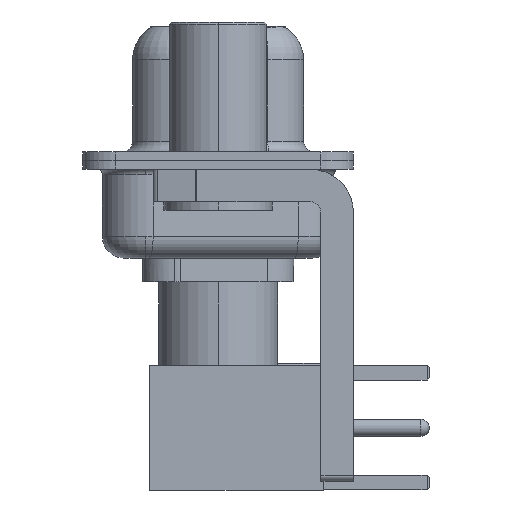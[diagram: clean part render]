
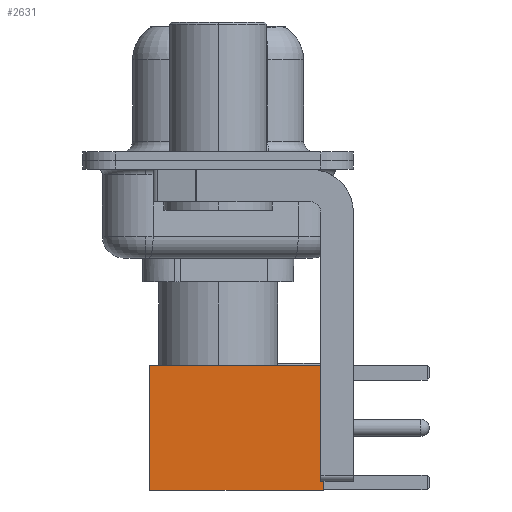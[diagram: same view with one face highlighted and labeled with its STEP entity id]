
A CAD part, left-side view. The second image highlights one B-rep face of the part: STEP entity #2631.
In plain terms, the highlighted face is planar.
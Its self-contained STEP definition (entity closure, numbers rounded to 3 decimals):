
#20 = VERTEX_POINT ( 'NONE', #24708 ) ;
#851 = LINE ( 'NONE', #12862, #15473 ) ;
#1183 = ORIENTED_EDGE ( 'NONE', *, *, #8016, .T. ) ;
#2631 = ADVANCED_FACE ( 'NONE', ( #12710 ), #20374, .T. ) ;
#5127 = AXIS2_PLACEMENT_3D ( 'NONE', #24095, #22173, #12329 ) ;
#5892 = ORIENTED_EDGE ( 'NONE', *, *, #12133, .T. ) ;
#5924 = VERTEX_POINT ( 'NONE', #19801 ) ;
#7174 = EDGE_LOOP ( 'NONE', ( #5892, #1183, #10696, #18150 ) ) ;
#8016 = EDGE_CURVE ( 'NONE', #5924, #15106, #23149, .T. ) ;
#10104 = CARTESIAN_POINT ( 'NONE',  ( 0., 2.875, 8. ) ) ;
#10197 = CARTESIAN_POINT ( 'NONE',  ( -2.875, 2.875, 0. ) ) ;
#10456 = LINE ( 'NONE', #10197, #11056 ) ;
#10696 = ORIENTED_EDGE ( 'NONE', *, *, #13457, .F. ) ;
#11056 = VECTOR ( 'NONE', #17969, 1000. ) ;
#11520 = CARTESIAN_POINT ( 'NONE',  ( 0., 2.875, 0. ) ) ;
#12133 = EDGE_CURVE ( 'NONE', #15384, #5924, #851, .T. ) ;
#12329 = DIRECTION ( 'NONE',  ( 0., 0., 1. ) ) ;
#12710 = FACE_OUTER_BOUND ( 'NONE', #7174, .T. ) ;
#12862 = CARTESIAN_POINT ( 'NONE',  ( 2.875, 2.875, 0. ) ) ;
#13457 = EDGE_CURVE ( 'NONE', #20, #15106, #10456, .T. ) ;
#15106 = VERTEX_POINT ( 'NONE', #16724 ) ;
#15384 = VERTEX_POINT ( 'NONE', #18231 ) ;
#15473 = VECTOR ( 'NONE', #20271, 1000. ) ;
#16724 = CARTESIAN_POINT ( 'NONE',  ( -2.875, 2.875, 0. ) ) ;
#17969 = DIRECTION ( 'NONE',  ( 0., 0., -1. ) ) ;
#18150 = ORIENTED_EDGE ( 'NONE', *, *, #21712, .F. ) ;
#18231 = CARTESIAN_POINT ( 'NONE',  ( 2.875, 2.875, 8. ) ) ;
#18654 = VECTOR ( 'NONE', #23898, 1000. ) ;
#19305 = DIRECTION ( 'NONE',  ( -1., 0., 0. ) ) ;
#19801 = CARTESIAN_POINT ( 'NONE',  ( 2.875, 2.875, 0. ) ) ;
#20187 = LINE ( 'NONE', #10104, #18654 ) ;
#20271 = DIRECTION ( 'NONE',  ( 0., 0., -1. ) ) ;
#20374 = PLANE ( 'NONE',  #5127 ) ;
#21712 = EDGE_CURVE ( 'NONE', #15384, #20, #20187, .T. ) ;
#21771 = VECTOR ( 'NONE', #19305, 1000. ) ;
#22173 = DIRECTION ( 'NONE',  ( 0., 1., 0. ) ) ;
#23149 = LINE ( 'NONE', #11520, #21771 ) ;
#23898 = DIRECTION ( 'NONE',  ( -1., 0., 0. ) ) ;
#24095 = CARTESIAN_POINT ( 'NONE',  ( 2.875, 2.875, 0. ) ) ;
#24708 = CARTESIAN_POINT ( 'NONE',  ( -2.875, 2.875, 8. ) ) ;
